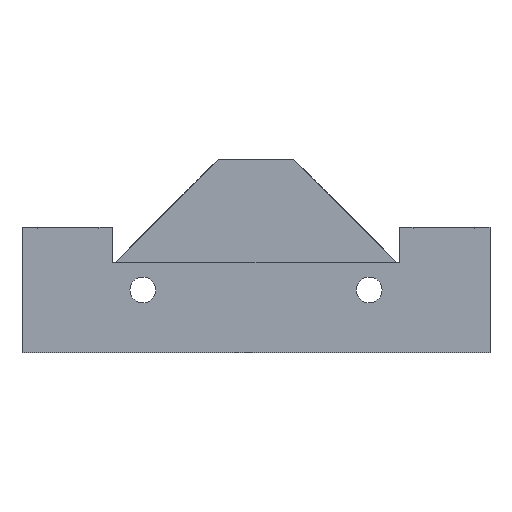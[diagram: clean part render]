
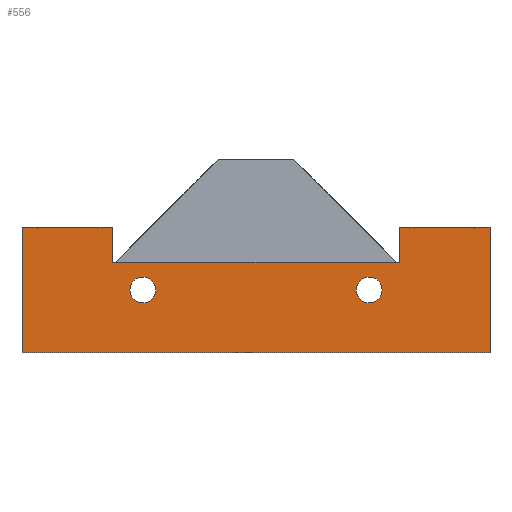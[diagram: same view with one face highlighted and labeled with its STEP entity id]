
A CAD part, left-side view. The second image highlights one B-rep face of the part: STEP entity #556.
In plain terms, the highlighted planar face has unit normal (-1, 0, 0).
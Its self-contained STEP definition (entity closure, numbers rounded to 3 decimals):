
#55 = VERTEX_POINT ( 'NONE', #1412 ) ;
#110 = VERTEX_POINT ( 'NONE', #1584 ) ;
#134 = VERTEX_POINT ( 'NONE', #1642 ) ;
#148 = EDGE_CURVE ( 'NONE', #223, #110, #1705, .T. ) ;
#191 = EDGE_CURVE ( 'NONE', #134, #193, #1810, .T. ) ;
#193 = VERTEX_POINT ( 'NONE', #1820 ) ;
#196 = VERTEX_POINT ( 'NONE', #1861 ) ;
#223 = VERTEX_POINT ( 'NONE', #1864 ) ;
#234 = EDGE_CURVE ( 'NONE', #250, #196, #1956, .T. ) ;
#250 = VERTEX_POINT ( 'NONE', #1985 ) ;
#429 = ORIENTED_EDGE ( 'NONE', *, *, #571, .F. ) ;
#431 = EDGE_LOOP ( 'NONE', ( #429, #473 ) ) ;
#440 = EDGE_CURVE ( 'NONE', #442, #447, #2337, .T. ) ;
#442 = VERTEX_POINT ( 'NONE', #2314 ) ;
#447 = VERTEX_POINT ( 'NONE', #2330 ) ;
#473 = ORIENTED_EDGE ( 'NONE', *, *, #4036, .F. ) ;
#482 = EDGE_LOOP ( 'NONE', ( #557, #549, #590, #543, #548, #545, #546, #582, #596, #595, #907, #660 ) ) ;
#488 = ORIENTED_EDGE ( 'NONE', *, *, #555, .F. ) ;
#506 = EDGE_LOOP ( 'NONE', ( #488, #570 ) ) ;
#527 = VERTEX_POINT ( 'NONE', #2466 ) ;
#543 = ORIENTED_EDGE ( 'NONE', *, *, #544, .F. ) ;
#544 = EDGE_CURVE ( 'NONE', #447, #134, #2480, .T. ) ;
#545 = ORIENTED_EDGE ( 'NONE', *, *, #552, .T. ) ;
#546 = ORIENTED_EDGE ( 'NONE', *, *, #148, .F. ) ;
#548 = ORIENTED_EDGE ( 'NONE', *, *, #440, .F. ) ;
#549 = ORIENTED_EDGE ( 'NONE', *, *, #551, .F. ) ;
#550 = VERTEX_POINT ( 'NONE', #2535 ) ;
#551 = EDGE_CURVE ( 'NONE', #193, #553, #2531, .T. ) ;
#552 = EDGE_CURVE ( 'NONE', #442, #110, #2524, .T. ) ;
#553 = VERTEX_POINT ( 'NONE', #2526 ) ;
#555 = EDGE_CURVE ( 'NONE', #4034, #4015, #2479, .T. ) ;
#556 = ADVANCED_FACE ( 'NONE', ( #2519, #2525, #2517 ), #2527, .F. ) ;
#557 = ORIENTED_EDGE ( 'NONE', *, *, #558, .T. ) ;
#558 = EDGE_CURVE ( 'NONE', #527, #553, #2509, .T. ) ;
#560 = EDGE_CURVE ( 'NONE', #250, #527, #927, .T. ) ;
#570 = ORIENTED_EDGE ( 'NONE', *, *, #4038, .F. ) ;
#571 = EDGE_CURVE ( 'NONE', #55, #4031, #2567, .T. ) ;
#582 = ORIENTED_EDGE ( 'NONE', *, *, #599, .F. ) ;
#590 = ORIENTED_EDGE ( 'NONE', *, *, #191, .F. ) ;
#595 = ORIENTED_EDGE ( 'NONE', *, *, #908, .F. ) ;
#596 = ORIENTED_EDGE ( 'NONE', *, *, #597, .F. ) ;
#597 = EDGE_CURVE ( 'NONE', #550, #598, #2587, .T. ) ;
#598 = VERTEX_POINT ( 'NONE', #2594 ) ;
#599 = EDGE_CURVE ( 'NONE', #598, #223, #2581, .T. ) ;
#660 = ORIENTED_EDGE ( 'NONE', *, *, #560, .T. ) ;
#907 = ORIENTED_EDGE ( 'NONE', *, *, #234, .F. ) ;
#908 = EDGE_CURVE ( 'NONE', #196, #550, #3014, .T. ) ;
#920 = DIRECTION ( 'NONE',  ( 0., 0., -1. ) ) ;
#921 = VECTOR ( 'NONE', #920, 1000. ) ;
#927 = LINE ( 'NONE', #931, #921 ) ;
#931 = CARTESIAN_POINT ( 'NONE',  ( 22., 54., 12. ) ) ;
#1412 = CARTESIAN_POINT ( 'NONE',  ( 22., 8., 10.025 ) ) ;
#1584 = CARTESIAN_POINT ( 'NONE',  ( 22., 4., 12. ) ) ;
#1642 = CARTESIAN_POINT ( 'NONE',  ( 22., -6., 16.65 ) ) ;
#1702 = DIRECTION ( 'NONE',  ( 0., -1., 0. ) ) ;
#1703 = VECTOR ( 'NONE', #1702, 1000. ) ;
#1704 = CARTESIAN_POINT ( 'NONE',  ( 22., 0., 12. ) ) ;
#1705 = LINE ( 'NONE', #1704, #1703 ) ;
#1808 = DIRECTION ( 'NONE',  ( 0., -1., 0. ) ) ;
#1809 = CARTESIAN_POINT ( 'NONE',  ( 22., -8., 16.65 ) ) ;
#1810 = LINE ( 'NONE', #1809, #1854 ) ;
#1820 = CARTESIAN_POINT ( 'NONE',  ( 22., -8., 16.65 ) ) ;
#1854 = VECTOR ( 'NONE', #1808, 1000. ) ;
#1861 = CARTESIAN_POINT ( 'NONE',  ( 22., 52., 16.65 ) ) ;
#1864 = CARTESIAN_POINT ( 'NONE',  ( 22., 42., 12. ) ) ;
#1940 = DIRECTION ( 'NONE',  ( 0., -1., 0. ) ) ;
#1941 = VECTOR ( 'NONE', #1940, 1000. ) ;
#1942 = CARTESIAN_POINT ( 'NONE',  ( 22., 54., 16.65 ) ) ;
#1956 = LINE ( 'NONE', #1942, #1941 ) ;
#1985 = CARTESIAN_POINT ( 'NONE',  ( 22., 54., 16.65 ) ) ;
#2314 = CARTESIAN_POINT ( 'NONE',  ( 22., 4., 16.65 ) ) ;
#2330 = CARTESIAN_POINT ( 'NONE',  ( 22., 2.2, 16.65 ) ) ;
#2334 = DIRECTION ( 'NONE',  ( 0., -1., 0. ) ) ;
#2335 = VECTOR ( 'NONE', #2334, 1000. ) ;
#2336 = CARTESIAN_POINT ( 'NONE',  ( 22., -8., 16.65 ) ) ;
#2337 = LINE ( 'NONE', #2336, #2335 ) ;
#2466 = CARTESIAN_POINT ( 'NONE',  ( 22., 54., 0. ) ) ;
#2472 = VECTOR ( 'NONE', #2473, 1000. ) ;
#2473 = DIRECTION ( 'NONE',  ( 0., -1., 0. ) ) ;
#2479 = CIRCLE ( 'NONE', #2516, 1.7 ) ;
#2480 = LINE ( 'NONE', #2496, #2472 ) ;
#2496 = CARTESIAN_POINT ( 'NONE',  ( 22., -8., 16.65 ) ) ;
#2501 = DIRECTION ( 'NONE',  ( 0., -1., 0. ) ) ;
#2502 = VECTOR ( 'NONE', #2501, 1000. ) ;
#2504 = DIRECTION ( 'NONE',  ( 0., 0., -1. ) ) ;
#2505 = DIRECTION ( 'NONE',  ( 1., 0., 0. ) ) ;
#2506 = CARTESIAN_POINT ( 'NONE',  ( 22., 0., 12. ) ) ;
#2508 = CARTESIAN_POINT ( 'NONE',  ( 22., 0., 0. ) ) ;
#2509 = LINE ( 'NONE', #2508, #2502 ) ;
#2513 = DIRECTION ( 'NONE',  ( 0., 0., 1. ) ) ;
#2514 = DIRECTION ( 'NONE',  ( -1., 0., 0. ) ) ;
#2515 = CARTESIAN_POINT ( 'NONE',  ( 22., 38., 8.325 ) ) ;
#2516 = AXIS2_PLACEMENT_3D ( 'NONE', #2515, #2514, #2513 ) ;
#2517 = FACE_OUTER_BOUND ( 'NONE', #482, .T. ) ;
#2519 = FACE_BOUND ( 'NONE', #431, .T. ) ;
#2521 = DIRECTION ( 'NONE',  ( 0., 0., -1. ) ) ;
#2522 = VECTOR ( 'NONE', #2521, 1000. ) ;
#2523 = CARTESIAN_POINT ( 'NONE',  ( 22., 4., 16.65 ) ) ;
#2524 = LINE ( 'NONE', #2523, #2522 ) ;
#2525 = FACE_BOUND ( 'NONE', #506, .T. ) ;
#2526 = CARTESIAN_POINT ( 'NONE',  ( 22., -8., 0. ) ) ;
#2527 = PLANE ( 'NONE',  #2532 ) ;
#2528 = DIRECTION ( 'NONE',  ( 0., 0., -1. ) ) ;
#2529 = VECTOR ( 'NONE', #2528, 1000. ) ;
#2530 = CARTESIAN_POINT ( 'NONE',  ( 22., -8., 12. ) ) ;
#2531 = LINE ( 'NONE', #2530, #2529 ) ;
#2532 = AXIS2_PLACEMENT_3D ( 'NONE', #2506, #2505, #2504 ) ;
#2535 = CARTESIAN_POINT ( 'NONE',  ( 22., 43.8, 16.65 ) ) ;
#2552 = DIRECTION ( 'NONE',  ( 0., 0., -1. ) ) ;
#2553 = DIRECTION ( 'NONE',  ( -1., 0., 0. ) ) ;
#2554 = CARTESIAN_POINT ( 'NONE',  ( 22., 8., 8.325 ) ) ;
#2555 = AXIS2_PLACEMENT_3D ( 'NONE', #2554, #2553, #2552 ) ;
#2567 = CIRCLE ( 'NONE', #2555, 1.7 ) ;
#2578 = DIRECTION ( 'NONE',  ( 0., 0., -1. ) ) ;
#2579 = VECTOR ( 'NONE', #2578, 1000. ) ;
#2580 = CARTESIAN_POINT ( 'NONE',  ( 22., 42., 16.65 ) ) ;
#2581 = LINE ( 'NONE', #2580, #2579 ) ;
#2584 = DIRECTION ( 'NONE',  ( 0., -1., 0. ) ) ;
#2585 = VECTOR ( 'NONE', #2584, 1000. ) ;
#2586 = CARTESIAN_POINT ( 'NONE',  ( 22., 54., 16.65 ) ) ;
#2587 = LINE ( 'NONE', #2586, #2585 ) ;
#2594 = CARTESIAN_POINT ( 'NONE',  ( 22., 42., 16.65 ) ) ;
#3010 = DIRECTION ( 'NONE',  ( 0., -1., 0. ) ) ;
#3011 = VECTOR ( 'NONE', #3010, 1000. ) ;
#3013 = CARTESIAN_POINT ( 'NONE',  ( 22., 54., 16.65 ) ) ;
#3014 = LINE ( 'NONE', #3013, #3011 ) ;
#3740 = CARTESIAN_POINT ( 'NONE',  ( 22., 38., 6.625 ) ) ;
#3745 = DIRECTION ( 'NONE',  ( 0., 0., 1. ) ) ;
#3746 = DIRECTION ( 'NONE',  ( -1., 0., 0. ) ) ;
#3747 = CARTESIAN_POINT ( 'NONE',  ( 22., 38., 8.325 ) ) ;
#3748 = AXIS2_PLACEMENT_3D ( 'NONE', #3747, #3746, #3745 ) ;
#3750 = DIRECTION ( 'NONE',  ( 0., 0., -1. ) ) ;
#3751 = AXIS2_PLACEMENT_3D ( 'NONE', #3755, #3767, #3750 ) ;
#3752 = CIRCLE ( 'NONE', #3751, 1.7 ) ;
#3753 = CIRCLE ( 'NONE', #3748, 1.7 ) ;
#3755 = CARTESIAN_POINT ( 'NONE',  ( 22., 8., 8.325 ) ) ;
#3761 = CARTESIAN_POINT ( 'NONE',  ( 22., 38., 10.025 ) ) ;
#3766 = CARTESIAN_POINT ( 'NONE',  ( 22., 8., 6.625 ) ) ;
#3767 = DIRECTION ( 'NONE',  ( -1., 0., 0. ) ) ;
#4015 = VERTEX_POINT ( 'NONE', #3740 ) ;
#4031 = VERTEX_POINT ( 'NONE', #3766 ) ;
#4034 = VERTEX_POINT ( 'NONE', #3761 ) ;
#4036 = EDGE_CURVE ( 'NONE', #4031, #55, #3752, .T. ) ;
#4038 = EDGE_CURVE ( 'NONE', #4015, #4034, #3753, .T. ) ;
